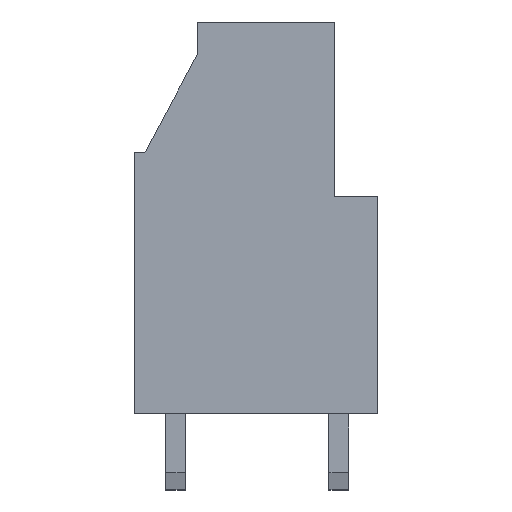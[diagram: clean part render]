
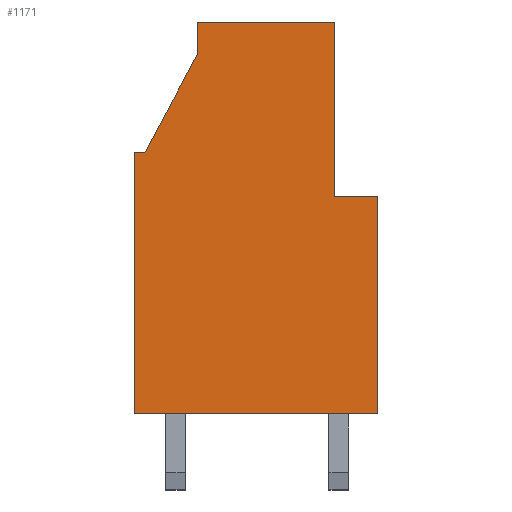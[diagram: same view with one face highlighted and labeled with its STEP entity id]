
A CAD part, front view. The second image highlights one B-rep face of the part: STEP entity #1171.
In plain terms, the highlighted planar face has unit normal (0, -1, 0).
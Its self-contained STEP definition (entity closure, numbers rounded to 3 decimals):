
#1171 = ADVANCED_FACE( '', ( #2363 ), #2364, .F. );
#2363 = FACE_OUTER_BOUND( '', #3558, .T. );
#2364 = PLANE( '', #3559 );
#3558 = EDGE_LOOP( '', ( #6962, #6963, #6964, #6965, #6966, #6967, #6968, #6969, #6970 ) );
#3559 = AXIS2_PLACEMENT_3D( '', #6971, #6972, #6973 );
#6962 = ORIENTED_EDGE( '', *, *, #7443, .F. );
#6963 = ORIENTED_EDGE( '', *, *, #8460, .T. );
#6964 = ORIENTED_EDGE( '', *, *, #7987, .F. );
#6965 = ORIENTED_EDGE( '', *, *, #8615, .F. );
#6966 = ORIENTED_EDGE( '', *, *, #8087, .F. );
#6967 = ORIENTED_EDGE( '', *, *, #7948, .T. );
#6968 = ORIENTED_EDGE( '', *, *, #8223, .T. );
#6969 = ORIENTED_EDGE( '', *, *, #7395, .T. );
#6970 = ORIENTED_EDGE( '', *, *, #7506, .F. );
#6971 = CARTESIAN_POINT( '', ( 12.134, -2.54, 19.8 ) );
#6972 = DIRECTION( '', ( 0., 1., 0. ) );
#6973 = DIRECTION( '', ( -1., 0., 0. ) );
#7395 = EDGE_CURVE( '', #8939, #8943, #8945, .T. );
#7443 = EDGE_CURVE( '', #9024, #9020, #9026, .T. );
#7506 = EDGE_CURVE( '', #9020, #8943, #9131, .T. );
#7948 = EDGE_CURVE( '', #9854, #9852, #9855, .T. );
#7987 = EDGE_CURVE( '', #9910, #9911, #9912, .T. );
#8087 = EDGE_CURVE( '', #9854, #10061, #10062, .T. );
#8223 = EDGE_CURVE( '', #9852, #8939, #10253, .T. );
#8460 = EDGE_CURVE( '', #9024, #9911, #10542, .T. );
#8615 = EDGE_CURVE( '', #10061, #9910, #10716, .T. );
#8939 = VERTEX_POINT( '', #11179 );
#8943 = VERTEX_POINT( '', #11185 );
#8945 = LINE( '', #11188, #11189 );
#9020 = VERTEX_POINT( '', #11294 );
#9024 = VERTEX_POINT( '', #11300 );
#9026 = LINE( '', #11303, #11304 );
#9131 = LINE( '', #11457, #11458 );
#9852 = VERTEX_POINT( '', #12504 );
#9854 = VERTEX_POINT( '', #12507 );
#9855 = LINE( '', #12508, #12509 );
#9910 = VERTEX_POINT( '', #12590 );
#9911 = VERTEX_POINT( '', #12591 );
#9912 = LINE( '', #12592, #12593 );
#10061 = VERTEX_POINT( '', #12822 );
#10062 = LINE( '', #12823, #12824 );
#10253 = LINE( '', #13104, #13105 );
#10542 = LINE( '', #13548, #13549 );
#10716 = LINE( '', #13790, #13791 );
#11179 = CARTESIAN_POINT( '', ( 11.2, -2.54, 0. ) );
#11185 = CARTESIAN_POINT( '', ( 11.2, -2.54, 10. ) );
#11188 = CARTESIAN_POINT( '', ( 11.2, -2.54, -1. ) );
#11189 = VECTOR( '', #13973, 1000. );
#11294 = CARTESIAN_POINT( '', ( 9.2, -2.54, 10. ) );
#11300 = CARTESIAN_POINT( '', ( 9.2, -2.54, 18. ) );
#11303 = CARTESIAN_POINT( '', ( 9.2, -2.54, 18. ) );
#11304 = VECTOR( '', #14022, 1000. );
#11457 = CARTESIAN_POINT( '', ( 9.038, -2.54, 10. ) );
#11458 = VECTOR( '', #14074, 1000. );
#12504 = CARTESIAN_POINT( '', ( 0., -2.54, 0. ) );
#12507 = CARTESIAN_POINT( '', ( 0., -2.54, 12. ) );
#12508 = CARTESIAN_POINT( '', ( 0., -2.54, -1. ) );
#12509 = VECTOR( '', #14485, 1000. );
#12590 = CARTESIAN_POINT( '', ( 2.9, -2.54, 16.5 ) );
#12591 = CARTESIAN_POINT( '', ( 2.9, -2.54, 18. ) );
#12592 = CARTESIAN_POINT( '', ( 2.9, -2.54, -1. ) );
#12593 = VECTOR( '', #14515, 1000. );
#12822 = CARTESIAN_POINT( '', ( 0.5, -2.54, 12. ) );
#12823 = CARTESIAN_POINT( '', ( 5.35, -2.54, 12. ) );
#12824 = VECTOR( '', #14596, 1000. );
#13104 = CARTESIAN_POINT( '', ( 5.35, -2.54, 0. ) );
#13105 = VECTOR( '', #14710, 1000. );
#13548 = CARTESIAN_POINT( '', ( 5.35, -2.54, 18. ) );
#13549 = VECTOR( '', #14880, 1000. );
#13790 = CARTESIAN_POINT( '', ( -6.433, -2.54, -1. ) );
#13791 = VECTOR( '', #14957, 1000. );
#13973 = DIRECTION( '', ( 0., 0., 1. ) );
#14022 = DIRECTION( '', ( 0., 0., -1. ) );
#14074 = DIRECTION( '', ( 1., 0., 0. ) );
#14485 = DIRECTION( '', ( 0., 0., -1. ) );
#14515 = DIRECTION( '', ( 0., 0., 1. ) );
#14596 = DIRECTION( '', ( 1., 0., 0. ) );
#14710 = DIRECTION( '', ( 1., 0., 0. ) );
#14880 = DIRECTION( '', ( -1., 0., 0. ) );
#14957 = DIRECTION( '', ( 0.471, 0., 0.882 ) );
